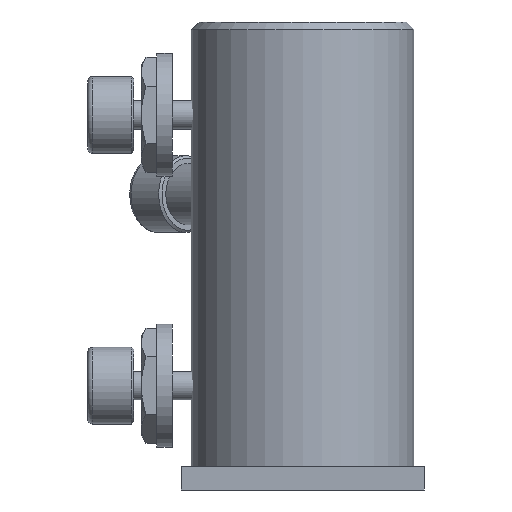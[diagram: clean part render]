
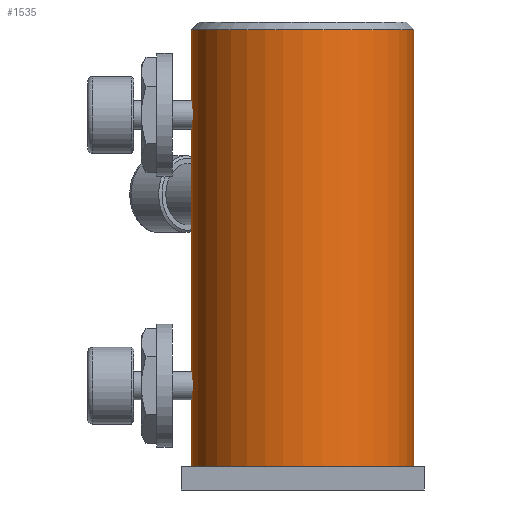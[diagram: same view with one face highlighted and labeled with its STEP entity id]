
A CAD part, front view. The second image highlights one B-rep face of the part: STEP entity #1535.
In plain terms, the highlighted cylindrical face has radius 14.5 mm (diameter 29 mm), a full revolution.
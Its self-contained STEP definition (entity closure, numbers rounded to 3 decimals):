
#1535 = ADVANCED_FACE('',(#1536),#1550,.T.);
#1536 = FACE_BOUND('',#1537,.F.);
#1537 = EDGE_LOOP('',(#1538,#1568,#1595,#1596));
#1538 = ORIENTED_EDGE('',*,*,#1539,.T.);
#1539 = EDGE_CURVE('',#1540,#1542,#1544,.T.);
#1540 = VERTEX_POINT('',#1541);
#1541 = CARTESIAN_POINT('',(14.5,0.,0.));
#1542 = VERTEX_POINT('',#1543);
#1543 = CARTESIAN_POINT('',(14.5,0.,60.));
#1544 = SEAM_CURVE('',#1545,(#1549,#1561),.PCURVE_S1.);
#1545 = LINE('',#1546,#1547);
#1546 = CARTESIAN_POINT('',(14.5,0.,0.));
#1547 = VECTOR('',#1548,1.);
#1548 = DIRECTION('',(0.,0.,1.));
#1549 = PCURVE('',#1550,#1555);
#1550 = CYLINDRICAL_SURFACE('',#1551,14.5);
#1551 = AXIS2_PLACEMENT_3D('',#1552,#1553,#1554);
#1552 = CARTESIAN_POINT('',(0.,0.,0.));
#1553 = DIRECTION('',(-0.,-0.,-1.));
#1554 = DIRECTION('',(1.,0.,0.));
#1555 = DEFINITIONAL_REPRESENTATION('',(#1556),#1560);
#1556 = LINE('',#1557,#1558);
#1557 = CARTESIAN_POINT('',(-0.,0.));
#1558 = VECTOR('',#1559,1.);
#1559 = DIRECTION('',(-0.,-1.));
#1560 = ( GEOMETRIC_REPRESENTATION_CONTEXT(2) 
PARAMETRIC_REPRESENTATION_CONTEXT() REPRESENTATION_CONTEXT('2D SPACE',''
  ) );
#1561 = PCURVE('',#1550,#1562);
#1562 = DEFINITIONAL_REPRESENTATION('',(#1563),#1567);
#1563 = LINE('',#1564,#1565);
#1564 = CARTESIAN_POINT('',(-6.283,0.));
#1565 = VECTOR('',#1566,1.);
#1566 = DIRECTION('',(-0.,-1.));
#1567 = ( GEOMETRIC_REPRESENTATION_CONTEXT(2) 
PARAMETRIC_REPRESENTATION_CONTEXT() REPRESENTATION_CONTEXT('2D SPACE',''
  ) );
#1568 = ORIENTED_EDGE('',*,*,#1569,.T.);
#1569 = EDGE_CURVE('',#1542,#1542,#1570,.T.);
#1570 = SURFACE_CURVE('',#1571,(#1576,#1583),.PCURVE_S1.);
#1571 = CIRCLE('',#1572,14.5);
#1572 = AXIS2_PLACEMENT_3D('',#1573,#1574,#1575);
#1573 = CARTESIAN_POINT('',(0.,0.,60.));
#1574 = DIRECTION('',(0.,0.,1.));
#1575 = DIRECTION('',(1.,0.,0.));
#1576 = PCURVE('',#1550,#1577);
#1577 = DEFINITIONAL_REPRESENTATION('',(#1578),#1582);
#1578 = LINE('',#1579,#1580);
#1579 = CARTESIAN_POINT('',(-0.,-60.));
#1580 = VECTOR('',#1581,1.);
#1581 = DIRECTION('',(-1.,0.));
#1582 = ( GEOMETRIC_REPRESENTATION_CONTEXT(2) 
PARAMETRIC_REPRESENTATION_CONTEXT() REPRESENTATION_CONTEXT('2D SPACE',''
  ) );
#1583 = PCURVE('',#1584,#1589);
#1584 = CONICAL_SURFACE('',#1585,14.5,0.785);
#1585 = AXIS2_PLACEMENT_3D('',#1586,#1587,#1588);
#1586 = CARTESIAN_POINT('',(0.,0.,60.));
#1587 = DIRECTION('',(-0.,-0.,-1.));
#1588 = DIRECTION('',(1.,0.,0.));
#1589 = DEFINITIONAL_REPRESENTATION('',(#1590),#1594);
#1590 = LINE('',#1591,#1592);
#1591 = CARTESIAN_POINT('',(-0.,-0.));
#1592 = VECTOR('',#1593,1.);
#1593 = DIRECTION('',(-1.,-0.));
#1594 = ( GEOMETRIC_REPRESENTATION_CONTEXT(2) 
PARAMETRIC_REPRESENTATION_CONTEXT() REPRESENTATION_CONTEXT('2D SPACE',''
  ) );
#1595 = ORIENTED_EDGE('',*,*,#1539,.F.);
#1596 = ORIENTED_EDGE('',*,*,#1597,.F.);
#1597 = EDGE_CURVE('',#1540,#1540,#1598,.T.);
#1598 = SURFACE_CURVE('',#1599,(#1604,#1611),.PCURVE_S1.);
#1599 = CIRCLE('',#1600,14.5);
#1600 = AXIS2_PLACEMENT_3D('',#1601,#1602,#1603);
#1601 = CARTESIAN_POINT('',(0.,0.,0.));
#1602 = DIRECTION('',(0.,0.,1.));
#1603 = DIRECTION('',(1.,0.,0.));
#1604 = PCURVE('',#1550,#1605);
#1605 = DEFINITIONAL_REPRESENTATION('',(#1606),#1610);
#1606 = LINE('',#1607,#1608);
#1607 = CARTESIAN_POINT('',(-0.,0.));
#1608 = VECTOR('',#1609,1.);
#1609 = DIRECTION('',(-1.,0.));
#1610 = ( GEOMETRIC_REPRESENTATION_CONTEXT(2) 
PARAMETRIC_REPRESENTATION_CONTEXT() REPRESENTATION_CONTEXT('2D SPACE',''
  ) );
#1611 = PCURVE('',#1612,#1617);
#1612 = PLANE('',#1613);
#1613 = AXIS2_PLACEMENT_3D('',#1614,#1615,#1616);
#1614 = CARTESIAN_POINT('',(0.,0.,0.));
#1615 = DIRECTION('',(0.,0.,1.));
#1616 = DIRECTION('',(1.,0.,0.));
#1617 = DEFINITIONAL_REPRESENTATION('',(#1618),#1622);
#1618 = CIRCLE('',#1619,14.5);
#1619 = AXIS2_PLACEMENT_2D('',#1620,#1621);
#1620 = CARTESIAN_POINT('',(0.,0.));
#1621 = DIRECTION('',(1.,0.));
#1622 = ( GEOMETRIC_REPRESENTATION_CONTEXT(2) 
PARAMETRIC_REPRESENTATION_CONTEXT() REPRESENTATION_CONTEXT('2D SPACE',''
  ) );
